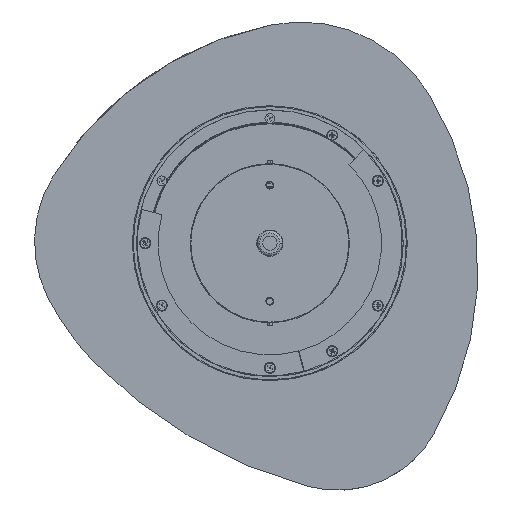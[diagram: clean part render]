
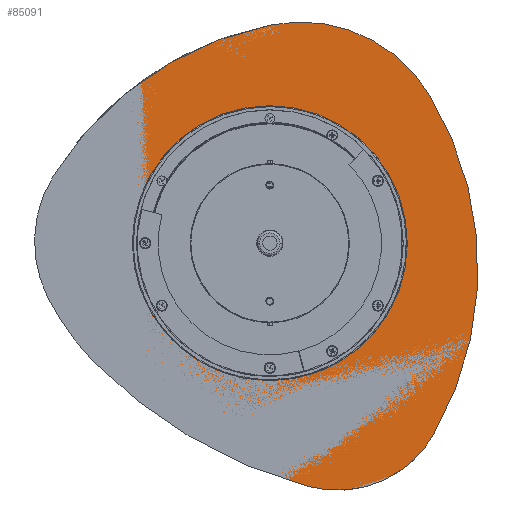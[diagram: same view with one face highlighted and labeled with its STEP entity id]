
A CAD part, left-side view. The second image highlights one B-rep face of the part: STEP entity #85091.
In plain terms, the highlighted face is planar.
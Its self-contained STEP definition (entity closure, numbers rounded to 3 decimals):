
#15 = EDGE_CURVE ( 'NONE', #95292, #55547, #2063, .T. ) ;
#1541 = FACE_OUTER_BOUND ( 'NONE', #58348, .T. ) ;
#2063 = CIRCLE ( 'NONE', #89302, 95. ) ;
#3415 = EDGE_CURVE ( 'NONE', #39984, #41729, #78595, .T. ) ;
#10445 = PLANE ( 'NONE',  #18058 ) ;
#12851 = CARTESIAN_POINT ( 'NONE',  ( 18.315, 4., -132.96 ) ) ;
#15071 = ORIENTED_EDGE ( 'NONE', *, *, #101174, .T. ) ;
#15668 = DIRECTION ( 'NONE',  ( 0., 0., 1. ) ) ;
#17162 = CARTESIAN_POINT ( 'NONE',  ( 18.315, 4., -217.96 ) ) ;
#18058 = AXIS2_PLACEMENT_3D ( 'NONE', #52112, #32298, #43886 ) ;
#18280 = EDGE_CURVE ( 'NONE', #41729, #66398, #51489, .T. ) ;
#20140 = DIRECTION ( 'NONE',  ( 0., 1., 0. ) ) ;
#26707 = DIRECTION ( 'NONE',  ( 0., 1., 0. ) ) ;
#27358 = AXIS2_PLACEMENT_3D ( 'NONE', #36036, #98131, #67426 ) ;
#32298 = DIRECTION ( 'NONE',  ( 0., 1., 0. ) ) ;
#35373 = DIRECTION ( 'NONE',  ( 0., 0., 1. ) ) ;
#36036 = CARTESIAN_POINT ( 'NONE',  ( -193.967, 4., 46.111 ) ) ;
#36057 = ORIENTED_EDGE ( 'NONE', *, *, #15, .T. ) ;
#37195 = VERTEX_POINT ( 'NONE', #108190 ) ;
#37796 = CARTESIAN_POINT ( 'NONE',  ( -17.769, 4., -209.921 ) ) ;
#39984 = VERTEX_POINT ( 'NONE', #116758 ) ;
#41729 = VERTEX_POINT ( 'NONE', #17162 ) ;
#42688 = CARTESIAN_POINT ( 'NONE',  ( 70.157, 4., 31.867 ) ) ;
#43886 = DIRECTION ( 'NONE',  ( 0., 0., 1. ) ) ;
#45192 = CARTESIAN_POINT ( 'NONE',  ( -37.798, 4., 17.101 ) ) ;
#46971 = DIRECTION ( 'NONE',  ( 0., 1., 0. ) ) ;
#49371 = EDGE_CURVE ( 'NONE', #75735, #67375, #60810, .T. ) ;
#49593 = DIRECTION ( 'NONE',  ( 0., 0., 1. ) ) ;
#51489 = CIRCLE ( 'NONE', #73360, 85. ) ;
#52112 = CARTESIAN_POINT ( 'NONE',  ( -21.443, 4., -50.407 ) ) ;
#55547 = VERTEX_POINT ( 'NONE', #62771 ) ;
#58348 = EDGE_LOOP ( 'NONE', ( #65074, #63874, #36057, #15071, #69589, #106355, #83982, #64245 ) ) ;
#59109 = CIRCLE ( 'NONE', #111478, 255.45 ) ;
#60810 = CIRCLE ( 'NONE', #97848, 115. ) ;
#62771 = CARTESIAN_POINT ( 'NONE',  ( 164.28, 4., 44.741 ) ) ;
#63051 = DIRECTION ( 'NONE',  ( 0., 1., 0. ) ) ;
#63874 = ORIENTED_EDGE ( 'NONE', *, *, #109372, .T. ) ;
#64232 = DIRECTION ( 'NONE',  ( 0., 1., 0. ) ) ;
#64245 = ORIENTED_EDGE ( 'NONE', *, *, #82015, .T. ) ;
#65074 = ORIENTED_EDGE ( 'NONE', *, *, #49371, .T. ) ;
#66398 = VERTEX_POINT ( 'NONE', #37796 ) ;
#67375 = VERTEX_POINT ( 'NONE', #89088 ) ;
#67426 = DIRECTION ( 'NONE',  ( 0., 0., 1. ) ) ;
#68378 = DIRECTION ( 'NONE',  ( 0., 0., 1. ) ) ;
#69589 = ORIENTED_EDGE ( 'NONE', *, *, #119967, .T. ) ;
#70280 = AXIS2_PLACEMENT_3D ( 'NONE', #45192, #26707, #68378 ) ;
#70789 = CARTESIAN_POINT ( 'NONE',  ( 6.656, 4., -114.044 ) ) ;
#71413 = AXIS2_PLACEMENT_3D ( 'NONE', #70789, #63051, #49593 ) ;
#71868 = DIRECTION ( 'NONE',  ( 0., 1., 0. ) ) ;
#73360 = AXIS2_PLACEMENT_3D ( 'NONE', #116152, #64232, #15668 ) ;
#75735 = VERTEX_POINT ( 'NONE', #98989 ) ;
#78595 = CIRCLE ( 'NONE', #124447, 85. ) ;
#82015 = EDGE_CURVE ( 'NONE', #66398, #75735, #59109, .T. ) ;
#83982 = ORIENTED_EDGE ( 'NONE', *, *, #18280, .T. ) ;
#85091 = ADVANCED_FACE ( 'NONE', ( #1541 ), #10445, .T. ) ;
#87358 = DIRECTION ( 'NONE',  ( 0., 1., 0. ) ) ;
#89088 = CARTESIAN_POINT ( 'NONE',  ( -95.993, 4., 118.432 ) ) ;
#89302 = AXIS2_PLACEMENT_3D ( 'NONE', #42688, #20140, #124679 ) ;
#89923 = CIRCLE ( 'NONE', #70280, 203.96 ) ;
#95292 = VERTEX_POINT ( 'NONE', #130040 ) ;
#95445 = CIRCLE ( 'NONE', #71413, 254.13 ) ;
#97848 = AXIS2_PLACEMENT_3D ( 'NONE', #101199, #71868, #133344 ) ;
#98131 = DIRECTION ( 'NONE',  ( 0., 1., 0. ) ) ;
#98989 = CARTESIAN_POINT ( 'NONE',  ( -164.348, 4., 6.568 ) ) ;
#101174 = EDGE_CURVE ( 'NONE', #55547, #37195, #89923, .T. ) ;
#101199 = CARTESIAN_POINT ( 'NONE',  ( -49.542, 4., 13.231 ) ) ;
#106355 = ORIENTED_EDGE ( 'NONE', *, *, #3415, .T. ) ;
#108190 = CARTESIAN_POINT ( 'NONE',  ( 164.107, 4., -11.778 ) ) ;
#109372 = EDGE_CURVE ( 'NONE', #67375, #95292, #95445, .T. ) ;
#111478 = AXIS2_PLACEMENT_3D ( 'NONE', #131096, #87358, #129097 ) ;
#112472 = CIRCLE ( 'NONE', #27358, 362.723 ) ;
#116152 = CARTESIAN_POINT ( 'NONE',  ( 18.315, 4., -132.96 ) ) ;
#116758 = CARTESIAN_POINT ( 'NONE',  ( 83.285, 4., -187.767 ) ) ;
#119967 = EDGE_CURVE ( 'NONE', #37195, #39984, #112472, .T. ) ;
#124447 = AXIS2_PLACEMENT_3D ( 'NONE', #12851, #46971, #35373 ) ;
#124679 = DIRECTION ( 'NONE',  ( 0., 0., 1. ) ) ;
#129097 = DIRECTION ( 'NONE',  ( 0., 0., 1. ) ) ;
#130040 = CARTESIAN_POINT ( 'NONE',  ( 108.066, 4., 118.975 ) ) ;
#131096 = CARTESIAN_POINT ( 'NONE',  ( 90.672, 4., 21.369 ) ) ;
#133344 = DIRECTION ( 'NONE',  ( 0., 0., 1. ) ) ;
